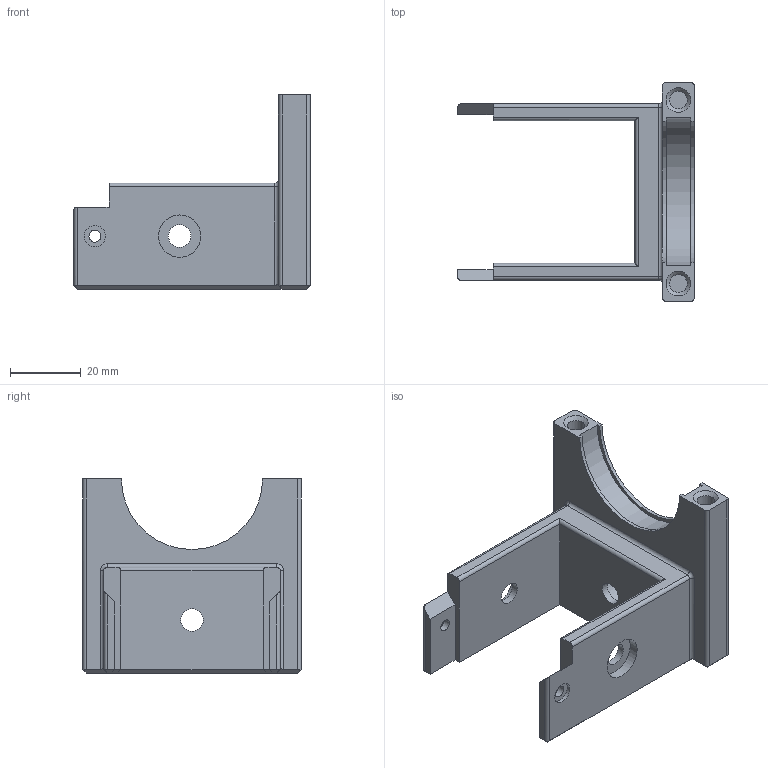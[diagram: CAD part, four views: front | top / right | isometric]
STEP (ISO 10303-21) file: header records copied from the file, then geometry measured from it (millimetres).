
FILE_DESCRIPTION(/* description */ (''),/* implementation_level */ '2;1');
FILE_NAME(/* name */ 'bearing_holder.step',/* time_stamp */ '2026-02-16T15:32:43-08:00',/* author */ (''),/* organization */ (''),/* preprocessor_version */ 'ST-DEVELOPER v20.1',/* originating_system */ 'Autodesk Translation Framework v14.24.0.0',/* authorisation */ '');
FILE_SCHEMA (('AUTOMOTIVE_DESIGN { 1 0 10303 214 3 1 1 }'));
Length unit declared in the file: millimetre
Products named in the file (4): Manuel 1.0; V4 robot arm; Elbow (2); Bearing holder (1)
Assembly tree (3 placements, depth 4):
  Manuel 1.0
    V4 robot arm
      Elbow (2)
        Bearing holder (1)
Bounding box: 67 x 62 x 55 mm (x, y, z)
Volume: 46070.6 mm3; surface area: 16327.6 mm2
Topology: 1 solids, 1 shells, 79 faces, 194 edges, 124 vertices
Faces by surface type: plane 46, cylinder 29, torus 2, cone 2
Full cylindrical faces by diameter (mm): 3.4 x2, 5 x2, 6 x2, 6.4 x3, 12 x3
Entity records: 2448 total; most frequent: DIRECTION 434, CARTESIAN_POINT 404, ORIENTED_EDGE 388, EDGE_CURVE 194, AXIS2_PLACEMENT_3D 154, LINE 126, VECTOR 126, VERTEX_POINT 124
